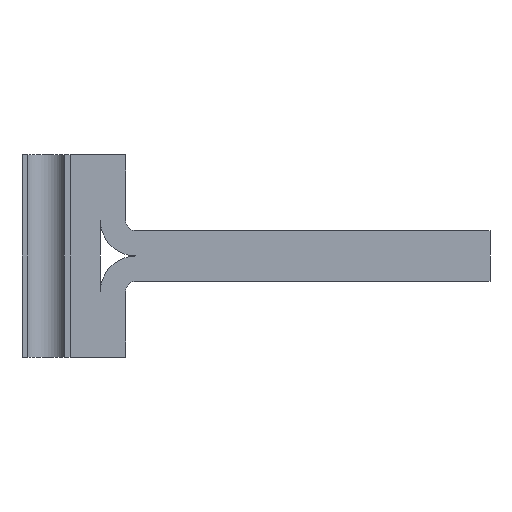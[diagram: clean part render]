
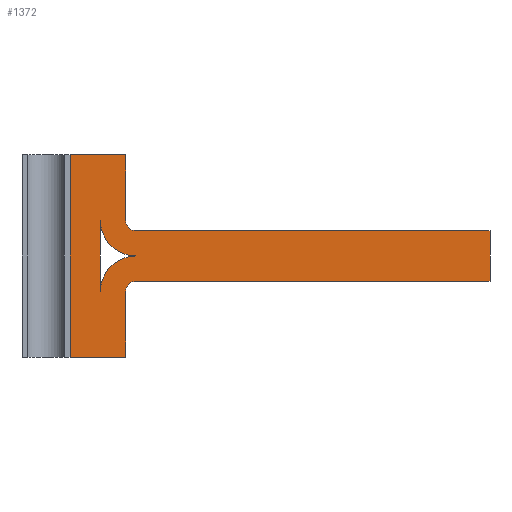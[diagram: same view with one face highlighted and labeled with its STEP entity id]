
A CAD part, front view. The second image highlights one B-rep face of the part: STEP entity #1372.
In plain terms, the highlighted planar face has unit normal (0, -1, 0).
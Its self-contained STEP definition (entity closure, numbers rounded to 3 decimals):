
#316=DIRECTION('',(0.,0.,-1.));
#317=VECTOR('',#316,10.);
#318=CARTESIAN_POINT('',(179.458,-90.,129.895));
#319=LINE('',#318,#317);
#320=DIRECTION('',(-1.,0.,0.));
#321=VECTOR('',#320,70.);
#322=CARTESIAN_POINT('',(179.458,-90.,119.895));
#323=LINE('',#322,#321);
#324=CARTESIAN_POINT('',(109.458,-90.,117.895));
#325=DIRECTION('',(0.,-1.,0.));
#326=DIRECTION('',(0.,0.,1.));
#327=AXIS2_PLACEMENT_3D('',#324,#325,#326);
#329=DIRECTION('',(0.,0.,-1.));
#330=VECTOR('',#329,13.);
#331=CARTESIAN_POINT('',(107.458,-90.,117.895));
#332=LINE('',#331,#330);
#333=DIRECTION('',(-1.,0.,0.));
#334=VECTOR('',#333,11.);
#335=CARTESIAN_POINT('',(107.458,-90.,104.895));
#336=LINE('',#335,#334);
#337=DIRECTION('',(1.,0.,0.));
#338=VECTOR('',#337,11.);
#339=CARTESIAN_POINT('',(96.458,-90.,144.895));
#340=LINE('',#339,#338);
#341=DIRECTION('',(0.,0.,-1.));
#342=VECTOR('',#341,13.);
#343=CARTESIAN_POINT('',(107.458,-90.,144.895));
#344=LINE('',#343,#342);
#345=CARTESIAN_POINT('',(109.458,-90.,131.895));
#346=DIRECTION('',(0.,-1.,0.));
#347=DIRECTION('',(-1.,0.,0.));
#348=AXIS2_PLACEMENT_3D('',#345,#346,#347);
#350=DIRECTION('',(1.,0.,0.));
#351=VECTOR('',#350,70.);
#352=CARTESIAN_POINT('',(109.458,-90.,129.895));
#353=LINE('',#352,#351);
#354=DIRECTION('',(0.,0.,-1.));
#355=VECTOR('',#354,14.);
#356=CARTESIAN_POINT('',(102.458,-90.,131.895));
#357=LINE('',#356,#355);
#358=CARTESIAN_POINT('',(109.458,-90.,117.895));
#359=DIRECTION('',(0.,1.,0.));
#360=DIRECTION('',(-1.,0.,0.));
#361=AXIS2_PLACEMENT_3D('',#358,#359,#360);
#363=CARTESIAN_POINT('',(109.458,-90.,131.895));
#364=DIRECTION('',(0.,1.,0.));
#365=DIRECTION('',(0.,0.,-1.));
#366=AXIS2_PLACEMENT_3D('',#363,#364,#365);
#484=DIRECTION('',(0.,0.,-1.));
#485=VECTOR('',#484,40.);
#486=CARTESIAN_POINT('',(96.458,-90.,144.895));
#487=LINE('',#486,#485);
#1014=CARTESIAN_POINT('',(96.458,-90.,144.895));
#1015=CARTESIAN_POINT('',(96.458,-90.,104.895));
#1016=VERTEX_POINT('',#1014);
#1017=VERTEX_POINT('',#1015);
#1144=CARTESIAN_POINT('',(109.458,-90.,129.895));
#1146=VERTEX_POINT('',#1144);
#1149=CARTESIAN_POINT('',(107.458,-90.,131.895));
#1151=VERTEX_POINT('',#1149);
#1156=CARTESIAN_POINT('',(179.458,-90.,129.895));
#1157=VERTEX_POINT('',#1156);
#1162=CARTESIAN_POINT('',(107.458,-90.,144.895));
#1163=VERTEX_POINT('',#1162);
#1173=CARTESIAN_POINT('',(109.458,-90.,119.895));
#1175=VERTEX_POINT('',#1173);
#1176=CARTESIAN_POINT('',(107.458,-90.,117.895));
#1178=VERTEX_POINT('',#1176);
#1181=CARTESIAN_POINT('',(179.458,-90.,119.895));
#1183=VERTEX_POINT('',#1181);
#1189=CARTESIAN_POINT('',(107.458,-90.,104.895));
#1191=VERTEX_POINT('',#1189);
#1208=CARTESIAN_POINT('',(102.458,-90.,131.895));
#1210=VERTEX_POINT('',#1208);
#1212=CARTESIAN_POINT('',(102.458,-90.,117.895));
#1214=VERTEX_POINT('',#1212);
#1224=CARTESIAN_POINT('',(109.458,-90.,124.895));
#1226=VERTEX_POINT('',#1224);
#1339=CARTESIAN_POINT('',(99.458,-90.,124.895));
#1340=DIRECTION('',(0.,1.,0.));
#1341=DIRECTION('',(1.,0.,0.));
#1342=AXIS2_PLACEMENT_3D('',#1339,#1340,#1341);
#1343=PLANE('',#1342);
#1345=ORIENTED_EDGE('',*,*,#1344,.T.);
#1347=ORIENTED_EDGE('',*,*,#1346,.T.);
#1349=ORIENTED_EDGE('',*,*,#1348,.T.);
#1351=ORIENTED_EDGE('',*,*,#1350,.T.);
#1352=ORIENTED_EDGE('',*,*,#1304,.T.);
#1354=ORIENTED_EDGE('',*,*,#1353,.F.);
#1356=ORIENTED_EDGE('',*,*,#1355,.T.);
#1358=ORIENTED_EDGE('',*,*,#1357,.T.);
#1360=ORIENTED_EDGE('',*,*,#1359,.T.);
#1361=ORIENTED_EDGE('',*,*,#1237,.T.);
#1362=EDGE_LOOP('',(#1345,#1347,#1349,#1351,#1352,#1354,#1356,#1358,#1360,
#1361));
#1363=FACE_OUTER_BOUND('',#1362,.F.);
#1365=ORIENTED_EDGE('',*,*,#1364,.T.);
#1367=ORIENTED_EDGE('',*,*,#1366,.T.);
#1369=ORIENTED_EDGE('',*,*,#1368,.T.);
#1370=EDGE_LOOP('',(#1365,#1367,#1369));
#1371=FACE_BOUND('',#1370,.F.);
#328=CIRCLE('',#327,2.);
#349=CIRCLE('',#348,2.);
#362=CIRCLE('',#361,7.);
#367=CIRCLE('',#366,7.);
#1237=EDGE_CURVE('',#1146,#1157,#353,.T.);
#1304=EDGE_CURVE('',#1191,#1017,#336,.T.);
#1344=EDGE_CURVE('',#1157,#1183,#319,.T.);
#1346=EDGE_CURVE('',#1183,#1175,#323,.T.);
#1348=EDGE_CURVE('',#1175,#1178,#328,.T.);
#1350=EDGE_CURVE('',#1178,#1191,#332,.T.);
#1353=EDGE_CURVE('',#1016,#1017,#487,.T.);
#1355=EDGE_CURVE('',#1016,#1163,#340,.T.);
#1357=EDGE_CURVE('',#1163,#1151,#344,.T.);
#1359=EDGE_CURVE('',#1151,#1146,#349,.T.);
#1364=EDGE_CURVE('',#1210,#1214,#357,.T.);
#1366=EDGE_CURVE('',#1214,#1226,#362,.T.);
#1368=EDGE_CURVE('',#1226,#1210,#367,.T.);
#1372=ADVANCED_FACE('',(#1363,#1371),#1343,.F.);
